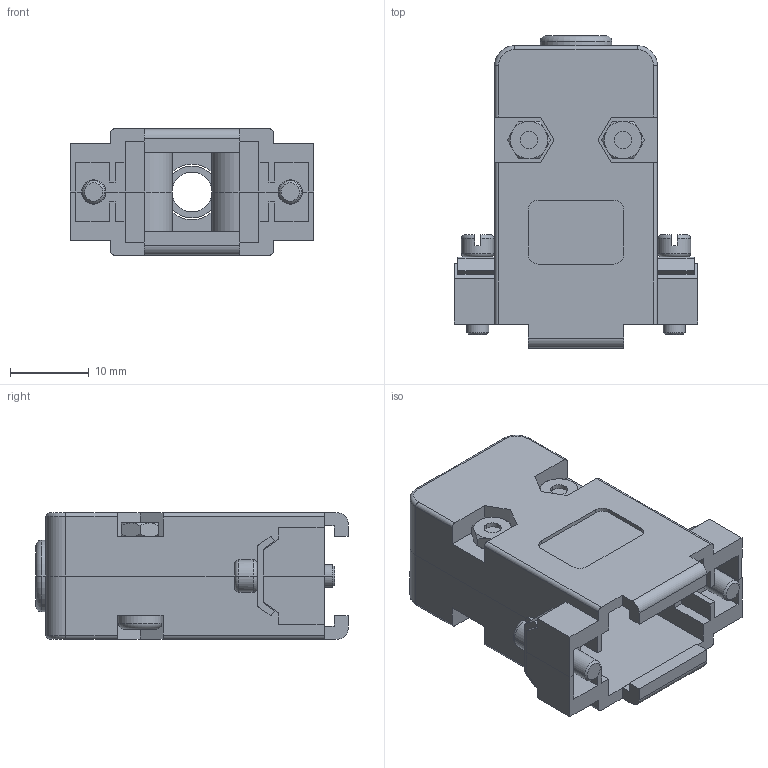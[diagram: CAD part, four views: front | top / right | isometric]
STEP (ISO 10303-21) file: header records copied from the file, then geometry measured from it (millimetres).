
FILE_DESCRIPTION (( 'STEP AP214' ), '1' );
FILE_NAME ('FM1035_3D.step', '2023-10-04T16:30:59', ( '' ), ( '' ), 'SwSTEP 2.0', 'SolidWorks 2022', '' );
FILE_SCHEMA (( 'AUTOMOTIVE_DESIGN' ));
Length unit declared in the file: inch
Products named in the file (8): Copy of 3AA10-003^FM1035; Copy of SDC9B-MA2^FM1035; Copy of 3AA01-009^FM1035_3AA01-009-500; Copy of 3AA02-005^FM1035; Copy of 3AA01-003^FM1035_3AA01-003-437; Copy of SDC9B-MA3^FM1035; Copy of 3AA01-003^FM1035_3AA01-003-187; FM1035_3D
Assembly tree (14 placements, depth 2):
  FM1035_3D
    Copy of SDC9B-MA2^FM1035  x2
    Copy of SDC9B-MA3^FM1035  x2
    Copy of 3AA10-003^FM1035  x2
    Copy of 3AA01-009^FM1035_3AA01-009-500  x2
    Copy of 3AA02-005^FM1035  x2
    Copy of 3AA01-003^FM1035_3AA01-003-437  x2
    Copy of 3AA01-003^FM1035_3AA01-003-187  x2
Bounding box: 30.96 x 39.73 x 16.05 mm (x, y, z)
Volume: 5903.8 mm3; surface area: 8787.8 mm2
Topology: 14 solids, 14 shells, 454 faces, 1142 edges, 730 vertices
Faces by surface type: plane 242, cylinder 124, cone 64, torus 24
Entity records: 7756 total; most frequent: CARTESIAN_POINT 1384, DIRECTION 1196, ORIENTED_EDGE 1142, EDGE_CURVE 571, AXIS2_PLACEMENT_3D 425, VERTEX_POINT 365, VECTOR 346, LINE 346
